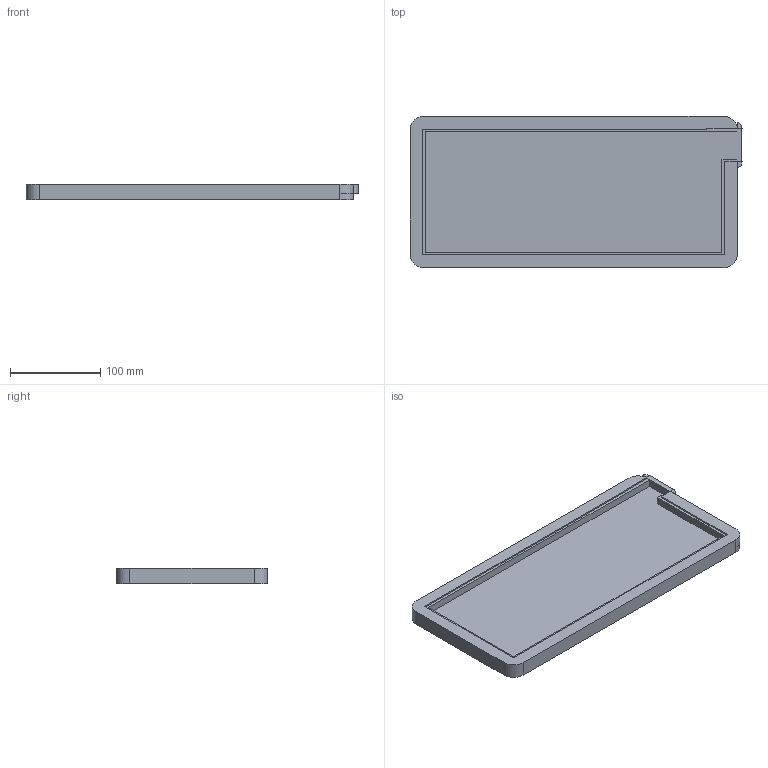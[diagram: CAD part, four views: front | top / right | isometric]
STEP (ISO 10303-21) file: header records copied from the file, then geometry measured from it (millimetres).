
FILE_DESCRIPTION(/* description */ ('KiCad electronic assembly'),/* implementation_level */ '2;1');
FILE_NAME(/* name */ 'bottom case.step',/* time_stamp */ '2025-07-29T20:43:53-05:00',/* author */ (''),/* organization */ (''),/* preprocessor_version */ 'ST-DEVELOPER v20.1',/* originating_system */ 'Autodesk Translation Framework v14.10.0.0',/* authorisation */ '');
FILE_SCHEMA (('AUTOMOTIVE_DESIGN { 1 0 10303 214 3 1 1 }'));
Length unit declared in the file: millimetre
Products named in the file (1): realkeyboard 1
Bounding box: 368.5 x 167.7 x 17 mm (x, y, z)
Volume: 585652.2 mm3; surface area: 149787.1 mm2
Topology: 3 solids, 3 shells, 41 faces, 104 edges, 68 vertices
Faces by surface type: plane 34, cylinder 7
Entity records: 1270 total; most frequent: CARTESIAN_POINT 214, ORIENTED_EDGE 208, DIRECTION 203, EDGE_CURVE 104, LINE 89, VECTOR 89, VERTEX_POINT 68, AXIS2_PLACEMENT_3D 57
